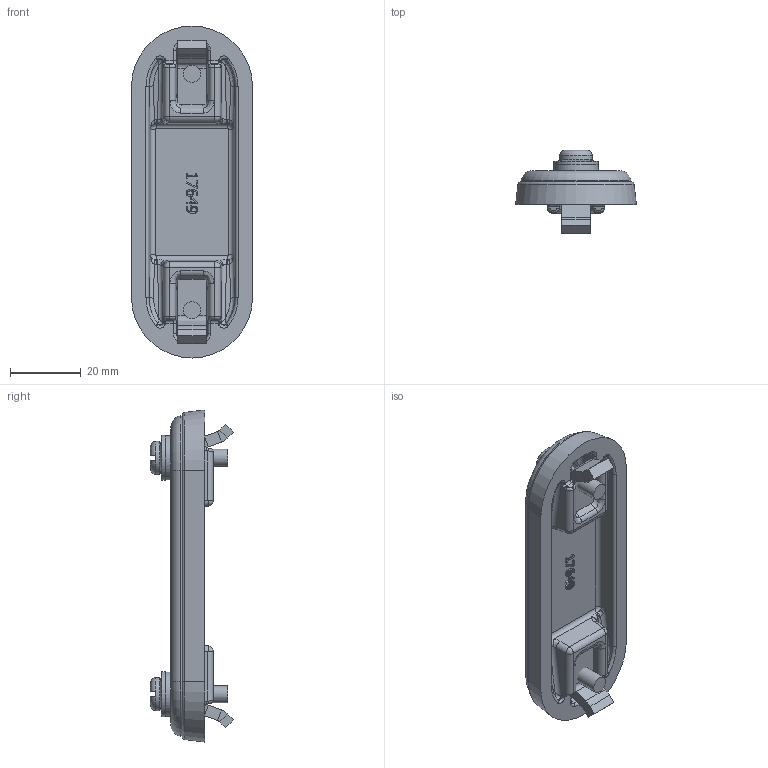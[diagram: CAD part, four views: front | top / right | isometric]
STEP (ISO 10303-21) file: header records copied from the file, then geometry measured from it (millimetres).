
FILE_DESCRIPTION(/* description */ (''),/* implementation_level */ '2;1');
FILE_NAME(/* name */ 'KIL_170CSA.stp',/* time_stamp */ '2019-10-24T18:51:01+05:00',/* author */ ('mashraf'),/* organization */ (''),/* preprocessor_version */ 'ST-DEVELOPER v16.13',/* originating_system */ 'Autodesk Inventor 2018',/* authorisation */ '');
FILE_SCHEMA (('AUTOMOTIVE_DESIGN { 1 0 10303 214 3 1 1 }'));
Length unit declared in the file: inch
Products named in the file (4): 170CSA; 17649; 18038; 18032
Assembly tree (5 placements, depth 2):
  170CSA
    17649
    18032  x2
    18038  x2
Bounding box: 34.13 x 23.43 x 93.66 mm (x, y, z)
Volume: 20930.2 mm3; surface area: 12608.1 mm2
Topology: 9 solids, 9 shells, 743 faces, 1847 edges, 1150 vertices
Faces by surface type: plane 383, bspline 192, cylinder 116, torus 20, cone 20, sphere 12
Full cylindrical faces by diameter (mm): 0.886 x1, 1.057 x1, 4.166 x2, 4.318 x2, 4.826 x2, 5.08 x2, 7.763 x1, 9.271 x2, 9.525 x1, 12.446 x2, 12.7 x2
Entity records: 23565 total; most frequent: CARTESIAN_POINT 7530, ORIENTED_EDGE 3458, DIRECTION 2895, EDGE_CURVE 1729, VERTEX_POINT 1098, LINE 1065, VECTOR 1065, AXIS2_PLACEMENT_3D 915
